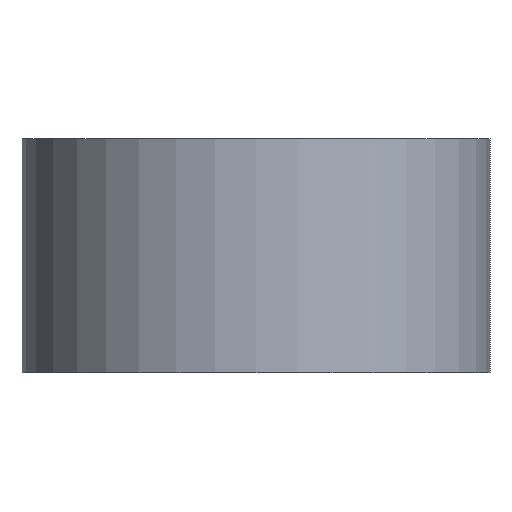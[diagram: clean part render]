
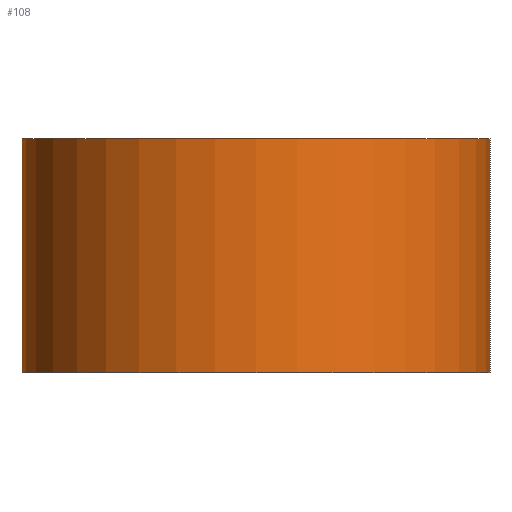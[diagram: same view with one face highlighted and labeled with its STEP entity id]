
A CAD part, front view. The second image highlights one B-rep face of the part: STEP entity #108.
In plain terms, the highlighted cylindrical face has radius 20 mm (diameter 40 mm), a partial arc.
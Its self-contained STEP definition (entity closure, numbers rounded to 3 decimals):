
#3 = EDGE_CURVE ( 'NONE', #222, #417, #263, .T. ) ;
#26 = EDGE_LOOP ( 'NONE', ( #42, #377, #385, #30 ) ) ;
#30 = ORIENTED_EDGE ( 'NONE', *, *, #3, .T. ) ;
#42 = ORIENTED_EDGE ( 'NONE', *, *, #212, .F. ) ;
#70 = LINE ( 'NONE', #461, #392 ) ;
#84 = VECTOR ( 'NONE', #287, 1000. ) ;
#85 = CARTESIAN_POINT ( 'NONE',  ( 20., 0., -10. ) ) ;
#107 = CARTESIAN_POINT ( 'NONE',  ( -20., 0., 10. ) ) ;
#108 = ADVANCED_FACE ( 'NONE', ( #251 ), #419, .T. ) ;
#112 = CARTESIAN_POINT ( 'NONE',  ( -20., 0., 10. ) ) ;
#122 = CIRCLE ( 'NONE', #124, 20. ) ;
#124 = AXIS2_PLACEMENT_3D ( 'NONE', #286, #390, #290 ) ;
#132 = CARTESIAN_POINT ( 'NONE',  ( 0., 0., 10. ) ) ;
#134 = EDGE_CURVE ( 'NONE', #257, #222, #395, .T. ) ;
#151 = AXIS2_PLACEMENT_3D ( 'NONE', #366, #424, #358 ) ;
#172 = CARTESIAN_POINT ( 'NONE',  ( 20., 0., 10. ) ) ;
#180 = DIRECTION ( 'NONE',  ( -1., 0., 0. ) ) ;
#200 = VERTEX_POINT ( 'NONE', #172 ) ;
#212 = EDGE_CURVE ( 'NONE', #200, #417, #70, .T. ) ;
#215 = DIRECTION ( 'NONE',  ( 0., 0., -1. ) ) ;
#222 = VERTEX_POINT ( 'NONE', #296 ) ;
#251 = FACE_OUTER_BOUND ( 'NONE', #26, .T. ) ;
#257 = VERTEX_POINT ( 'NONE', #112 ) ;
#263 = CIRCLE ( 'NONE', #151, 20. ) ;
#286 = CARTESIAN_POINT ( 'NONE',  ( 0., 0., 10. ) ) ;
#287 = DIRECTION ( 'NONE',  ( 0., 0., -1. ) ) ;
#290 = DIRECTION ( 'NONE',  ( 1., 0., 0. ) ) ;
#296 = CARTESIAN_POINT ( 'NONE',  ( -20., 0., -10. ) ) ;
#327 = AXIS2_PLACEMENT_3D ( 'NONE', #132, #470, #180 ) ;
#358 = DIRECTION ( 'NONE',  ( 1., 0., 0. ) ) ;
#361 = EDGE_CURVE ( 'NONE', #257, #200, #122, .T. ) ;
#366 = CARTESIAN_POINT ( 'NONE',  ( 0., 0., -10. ) ) ;
#377 = ORIENTED_EDGE ( 'NONE', *, *, #361, .F. ) ;
#385 = ORIENTED_EDGE ( 'NONE', *, *, #134, .T. ) ;
#390 = DIRECTION ( 'NONE',  ( 0., 0., 1. ) ) ;
#392 = VECTOR ( 'NONE', #215, 1000. ) ;
#395 = LINE ( 'NONE', #107, #84 ) ;
#417 = VERTEX_POINT ( 'NONE', #85 ) ;
#419 = CYLINDRICAL_SURFACE ( 'NONE', #327, 20. ) ;
#424 = DIRECTION ( 'NONE',  ( 0., 0., 1. ) ) ;
#461 = CARTESIAN_POINT ( 'NONE',  ( 20., 0., 10. ) ) ;
#470 = DIRECTION ( 'NONE',  ( 0., 0., -1. ) ) ;
